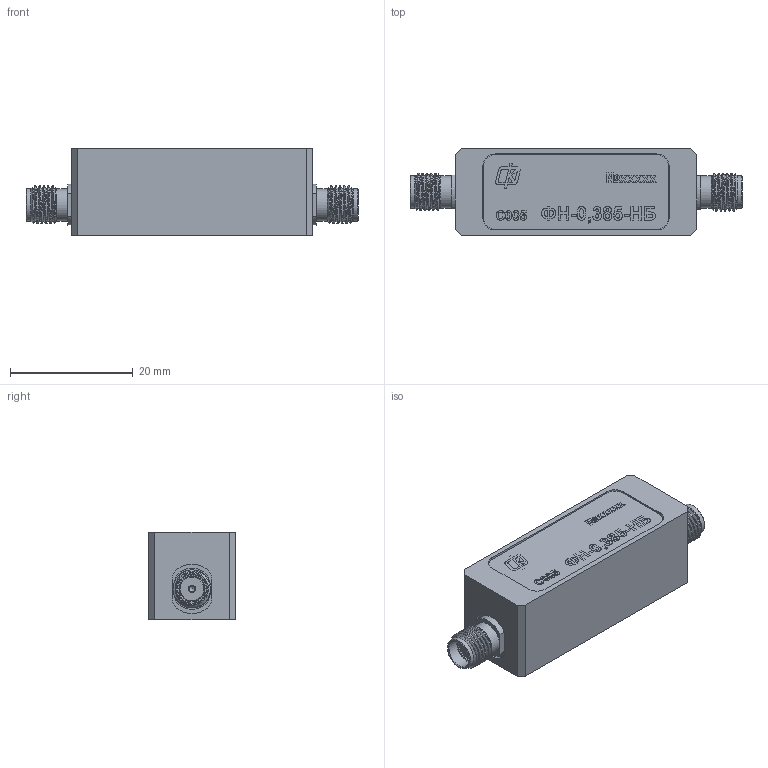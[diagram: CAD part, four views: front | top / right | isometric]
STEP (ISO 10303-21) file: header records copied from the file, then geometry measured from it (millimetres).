
FILE_DESCRIPTION(('STEP AP203'), '1');
FILE_NAME('C005 阹謊.468822.014-01_婰錪襝 奜-0,385-芩', '', ('UNSPECIFIED'), ('UNSPECIFIED'), 'ASCON STEP Converter 1.6', 'ASCON Math Kernel', '');
FILE_SCHEMA(('CONFIG_CONTROL_DESIGN'));
Length unit declared in the file: millimetre
Products named in the file (1): НШБА.468822.014-01_Фильтр ФН-0,385-НБ
Bounding box: 54.16 x 14.2 x 14.2 mm (x, y, z)
Volume: 8029.5 mm3; surface area: 3433.8 mm2
Topology: 1 solids, 3 shells, 496 faces, 1307 edges, 866 vertices
Faces by surface type: plane 270, bspline 137, cylinder 65, cone 24
Full cylindrical faces by diameter (mm): 0.97 x2, 2.05 x4, 4.06 x2, 4.65 x2, 5.33 x4
Entity records: 41697 total; most frequent: CARTESIAN_POINT 26754, ORIENTED_EDGE 2534, DIRECTION 1675, EDGE_CURVE 1267, VERTEX_POINT 858, LINE 695, VECTOR 695, EDGE_LOOP 577
